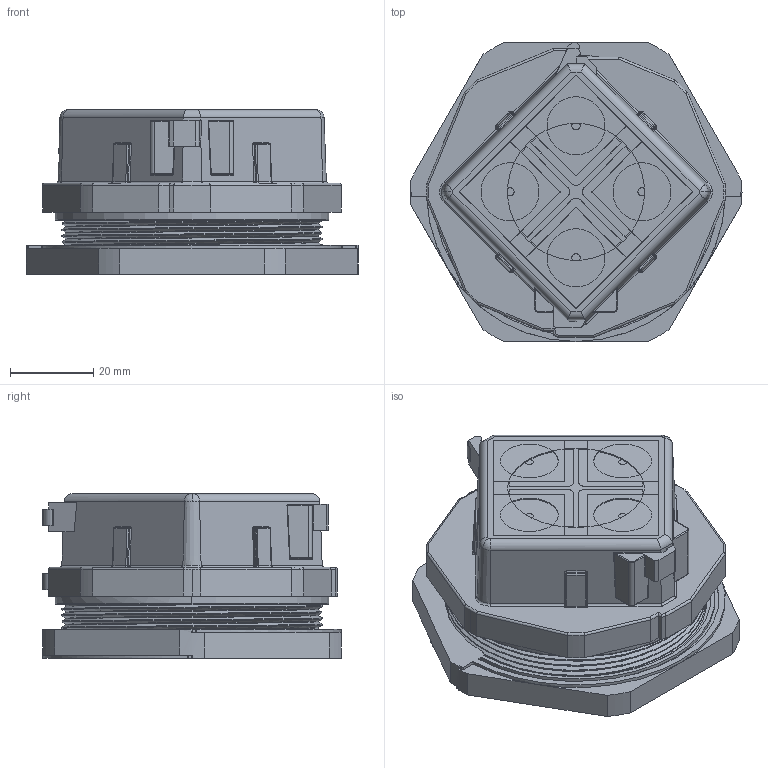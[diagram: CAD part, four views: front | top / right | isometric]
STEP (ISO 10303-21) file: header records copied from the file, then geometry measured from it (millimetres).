
FILE_DESCRIPTION (( 'STEP AP214' ), '1' );
FILE_NAME ('28615_4_KDS-KV_M63.stp', '2017-09-07T11:15:01', ( '' ), ( '' ), 'SwSTEP 2.0', 'SolidWorks 2015', '' );
FILE_SCHEMA (( 'AUTOMOTIVE_DESIGN' ));
Length unit declared in the file: millimetre
Products named in the file (6): KDS-Inlay 4 neutral; KDS-DE neutral; KDS-DEG neutral; KDS-GM 63 neutral; 28615_4_KDS-KV_M63
Assembly tree (8 placements, depth 2):
  28615_4_KDS-KV_M63
    28615_4_KDS-KV_M63
    KDS-GM 63 neutral
    KDS-DEG neutral
    KDS-DE neutral  x4
    KDS-Inlay 4 neutral
Bounding box: 80 x 72 x 39.7 mm (x, y, z)
Volume: 105863.2 mm3; surface area: 46449.5 mm2
Topology: 8 solids, 8 shells, 772 faces, 1980 edges, 1255 vertices
Faces by surface type: plane 341, cylinder 322, bspline 58, torus 32, sphere 10, cone 9
Entity records: 25884 total; most frequent: CARTESIAN_POINT 8095, ORIENTED_EDGE 3528, DIRECTION 3237, EDGE_CURVE 1764, VERTEX_POINT 1111, AXIS2_PLACEMENT_3D 1098, VECTOR 1041, LINE 1041
